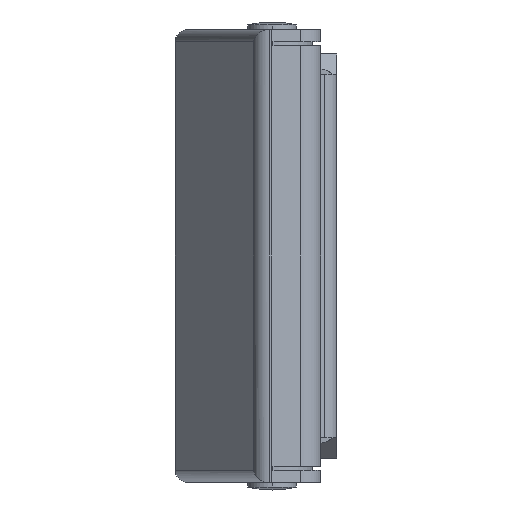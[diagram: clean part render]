
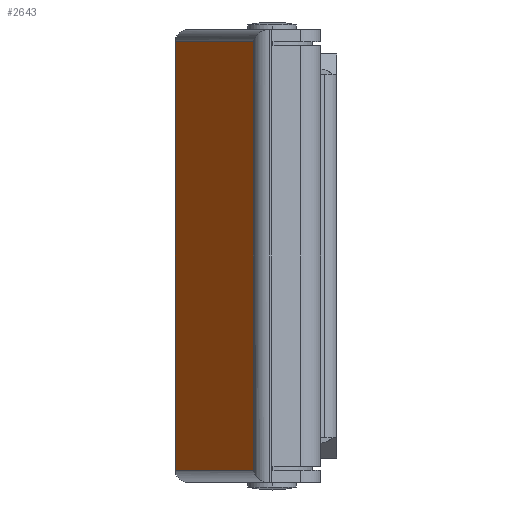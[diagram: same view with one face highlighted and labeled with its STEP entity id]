
A CAD part, left-side view. The second image highlights one B-rep face of the part: STEP entity #2643.
In plain terms, the highlighted planar face has unit normal (-0.169, 0.986, 0).
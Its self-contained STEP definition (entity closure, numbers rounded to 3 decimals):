
#15 = LINE ( 'NONE', #1887, #3458 ) ;
#61 = ORIENTED_EDGE ( 'NONE', *, *, #2093, .T. ) ;
#70 = DIRECTION ( 'NONE',  ( -0.986, -0.169, 0. ) ) ;
#1085 = DIRECTION ( 'NONE',  ( 0.986, 0.169, 0. ) ) ;
#1259 = ORIENTED_EDGE ( 'NONE', *, *, #1903, .T. ) ;
#1732 = DIRECTION ( 'NONE',  ( 0.169, -0.986, 0. ) ) ;
#1832 = VERTEX_POINT ( 'NONE', #5916 ) ;
#1887 = CARTESIAN_POINT ( 'NONE',  ( -25., 12., 28. ) ) ;
#1903 = EDGE_CURVE ( 'NONE', #2882, #3070, #2493, .T. ) ;
#2093 = EDGE_CURVE ( 'NONE', #4798, #1832, #6566, .T. ) ;
#2245 = AXIS2_PLACEMENT_3D ( 'NONE', #5165, #1732, #2347 ) ;
#2272 = PLANE ( 'NONE',  #2245 ) ;
#2347 = DIRECTION ( 'NONE',  ( 0.986, 0.169, 0. ) ) ;
#2493 = LINE ( 'NONE', #7405, #4394 ) ;
#2643 = ADVANCED_FACE ( 'NONE', ( #5191 ), #2272, .F. ) ;
#2882 = VERTEX_POINT ( 'NONE', #3687 ) ;
#3026 = ORIENTED_EDGE ( 'NONE', *, *, #5046, .T. ) ;
#3070 = VERTEX_POINT ( 'NONE', #7303 ) ;
#3287 = LINE ( 'NONE', #5903, #4732 ) ;
#3458 = VECTOR ( 'NONE', #4671, 1000. ) ;
#3544 = CARTESIAN_POINT ( 'NONE',  ( -81.338, 2.338, -26.5 ) ) ;
#3687 = CARTESIAN_POINT ( 'NONE',  ( -81.338, 2.338, 26.5 ) ) ;
#4296 = ORIENTED_EDGE ( 'NONE', *, *, #4541, .F. ) ;
#4394 = VECTOR ( 'NONE', #1085, 1000. ) ;
#4541 = EDGE_CURVE ( 'NONE', #2882, #1832, #3287, .T. ) ;
#4671 = DIRECTION ( 'NONE',  ( 0., 0., -1. ) ) ;
#4732 = VECTOR ( 'NONE', #6414, 1000. ) ;
#4798 = VERTEX_POINT ( 'NONE', #5525 ) ;
#4841 = VECTOR ( 'NONE', #70, 1000. ) ;
#5046 = EDGE_CURVE ( 'NONE', #3070, #4798, #15, .T. ) ;
#5165 = CARTESIAN_POINT ( 'NONE',  ( -81.338, 2.338, 28. ) ) ;
#5191 = FACE_OUTER_BOUND ( 'NONE', #5367, .T. ) ;
#5367 = EDGE_LOOP ( 'NONE', ( #3026, #61, #4296, #1259 ) ) ;
#5525 = CARTESIAN_POINT ( 'NONE',  ( -25., 12., -26.5 ) ) ;
#5903 = CARTESIAN_POINT ( 'NONE',  ( -81.338, 2.338, 28. ) ) ;
#5916 = CARTESIAN_POINT ( 'NONE',  ( -81.338, 2.338, -26.5 ) ) ;
#6414 = DIRECTION ( 'NONE',  ( 0., 0., -1. ) ) ;
#6566 = LINE ( 'NONE', #3544, #4841 ) ;
#7303 = CARTESIAN_POINT ( 'NONE',  ( -25., 12., 26.5 ) ) ;
#7405 = CARTESIAN_POINT ( 'NONE',  ( -81.338, 2.338, 26.5 ) ) ;
